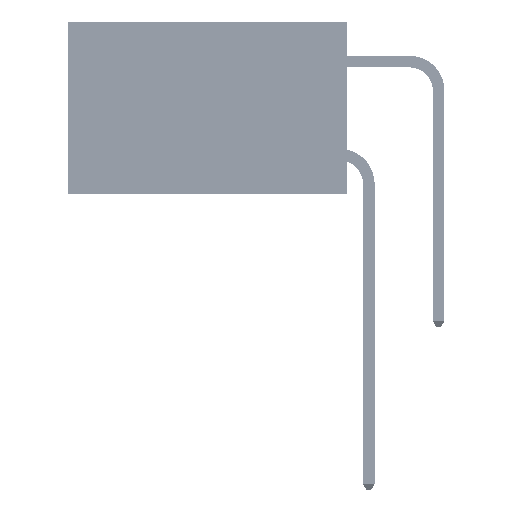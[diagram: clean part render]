
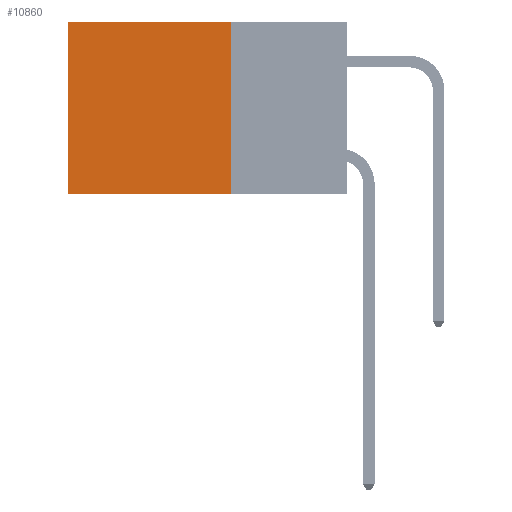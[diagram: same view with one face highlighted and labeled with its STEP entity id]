
A CAD part, left-side view. The second image highlights one B-rep face of the part: STEP entity #10860.
In plain terms, the highlighted planar face has unit normal (-1, 0, 0).
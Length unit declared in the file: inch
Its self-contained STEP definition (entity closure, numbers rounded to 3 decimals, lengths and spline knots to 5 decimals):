
#514 = CARTESIAN_POINT ( 'NONE',  ( 0.2875, 0.6, -0.37 ) ) ;
#3104 = DIRECTION ( 'NONE',  ( 0., 0., -1. ) ) ;
#3116 = EDGE_CURVE ( 'NONE', #29120, #16176, #35464, .T. ) ;
#3939 = DIRECTION ( 'NONE',  ( 0., 1., 0. ) ) ;
#4738 = FACE_OUTER_BOUND ( 'NONE', #46973, .T. ) ;
#8025 = VECTOR ( 'NONE', #20151, 39.37008 ) ;
#8029 = CARTESIAN_POINT ( 'NONE',  ( 0.2875, 0.25, 0. ) ) ;
#8405 = CARTESIAN_POINT ( 'NONE',  ( 0.2875, 0.25, 0. ) ) ;
#10860 = ADVANCED_FACE ( 'NONE', ( #4738 ), #35909, .F. ) ;
#11788 = CARTESIAN_POINT ( 'NONE',  ( 0.2875, 0.6, 0. ) ) ;
#12281 = DIRECTION ( 'NONE',  ( 0., 1., 0. ) ) ;
#14469 = DIRECTION ( 'NONE',  ( 0., 0., -1. ) ) ;
#14835 = DIRECTION ( 'NONE',  ( 1., 0., 0. ) ) ;
#15963 = EDGE_CURVE ( 'NONE', #29120, #43724, #43658, .T. ) ;
#16176 = VERTEX_POINT ( 'NONE', #24383 ) ;
#17680 = EDGE_CURVE ( 'NONE', #16176, #50246, #38999, .T. ) ;
#20151 = DIRECTION ( 'NONE',  ( 0., 0., -1. ) ) ;
#20153 = CARTESIAN_POINT ( 'NONE',  ( 0.2875, 0.25, -0.37 ) ) ;
#23596 = CARTESIAN_POINT ( 'NONE',  ( 0.2875, 0.25, 0. ) ) ;
#24383 = CARTESIAN_POINT ( 'NONE',  ( 0.2875, 0.25, -0.37 ) ) ;
#26294 = VECTOR ( 'NONE', #3939, 39.37008 ) ;
#28751 = EDGE_CURVE ( 'NONE', #43724, #50246, #46290, .T. ) ;
#29120 = VERTEX_POINT ( 'NONE', #8405 ) ;
#32661 = CARTESIAN_POINT ( 'NONE',  ( 0.2875, 0.25, 0. ) ) ;
#35451 = VECTOR ( 'NONE', #14469, 39.37008 ) ;
#35464 = LINE ( 'NONE', #32661, #8025 ) ;
#35909 = PLANE ( 'NONE',  #51413 ) ;
#38999 = LINE ( 'NONE', #20153, #26294 ) ;
#42704 = CARTESIAN_POINT ( 'NONE',  ( 0.2875, 0.6, 0. ) ) ;
#43043 = ORIENTED_EDGE ( 'NONE', *, *, #15963, .T. ) ;
#43062 = VECTOR ( 'NONE', #12281, 39.37008 ) ;
#43658 = LINE ( 'NONE', #8029, #43062 ) ;
#43724 = VERTEX_POINT ( 'NONE', #11788 ) ;
#46290 = LINE ( 'NONE', #42704, #35451 ) ;
#46973 = EDGE_LOOP ( 'NONE', ( #51708, #49341, #48402, #43043 ) ) ;
#48402 = ORIENTED_EDGE ( 'NONE', *, *, #3116, .F. ) ;
#49341 = ORIENTED_EDGE ( 'NONE', *, *, #17680, .F. ) ;
#50246 = VERTEX_POINT ( 'NONE', #514 ) ;
#51413 = AXIS2_PLACEMENT_3D ( 'NONE', #23596, #14835, #3104 ) ;
#51708 = ORIENTED_EDGE ( 'NONE', *, *, #28751, .T. ) ;
